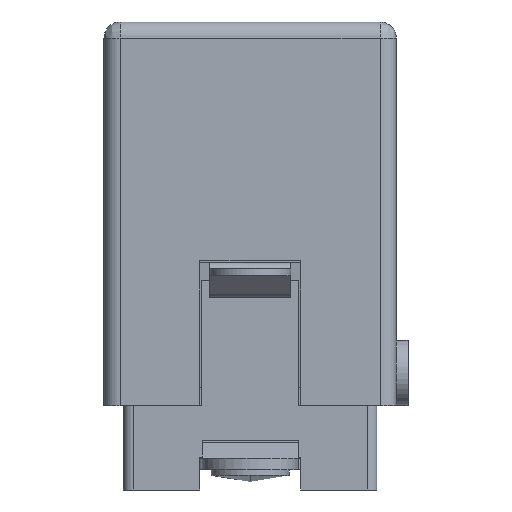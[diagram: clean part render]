
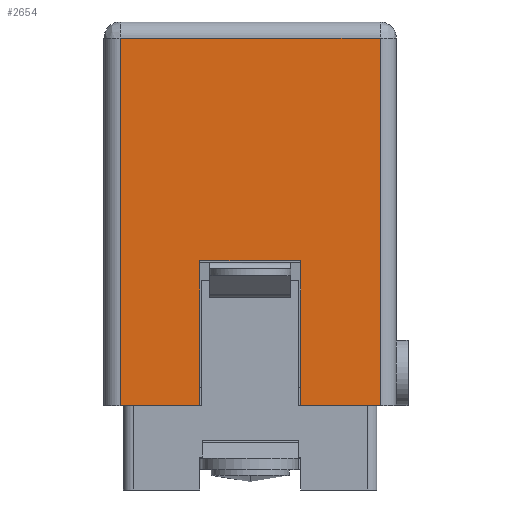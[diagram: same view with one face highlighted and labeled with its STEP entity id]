
A CAD part, front view. The second image highlights one B-rep face of the part: STEP entity #2654.
In plain terms, the highlighted planar face has unit normal (0, -1, 0).
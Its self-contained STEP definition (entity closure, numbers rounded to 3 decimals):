
#49 = ORIENTED_EDGE ( 'NONE', *, *, #5090, .T. ) ;
#138 = EDGE_CURVE ( 'NONE', #1167, #6358, #6696, .T. ) ;
#280 = PLANE ( 'NONE',  #750 ) ;
#319 = VECTOR ( 'NONE', #5845, 1000. ) ;
#373 = CARTESIAN_POINT ( 'NONE',  ( 4., -6.5, -11.8 ) ) ;
#702 = CARTESIAN_POINT ( 'NONE',  ( 4., -6.5, -11.8 ) ) ;
#750 = AXIS2_PLACEMENT_3D ( 'NONE', #373, #4537, #2462 ) ;
#1145 = CARTESIAN_POINT ( 'NONE',  ( -4., -6.5, -11.8 ) ) ;
#1151 = CARTESIAN_POINT ( 'NONE',  ( 1.55, -6.5, -11.8 ) ) ;
#1167 = VERTEX_POINT ( 'NONE', #3096 ) ;
#1198 = VECTOR ( 'NONE', #3858, 1000. ) ;
#1232 = ORIENTED_EDGE ( 'NONE', *, *, #138, .T. ) ;
#1243 = VERTEX_POINT ( 'NONE', #3140 ) ;
#1735 = ORIENTED_EDGE ( 'NONE', *, *, #4172, .T. ) ;
#1747 = EDGE_CURVE ( 'NONE', #3811, #1243, #3995, .T. ) ;
#1754 = DIRECTION ( 'NONE',  ( 1., 0., 0. ) ) ;
#1792 = CARTESIAN_POINT ( 'NONE',  ( -0.25, -6.5, -0.5 ) ) ;
#1840 = ORIENTED_EDGE ( 'NONE', *, *, #4554, .T. ) ;
#2319 = LINE ( 'NONE', #1151, #2489 ) ;
#2361 = VECTOR ( 'NONE', #3779, 1000. ) ;
#2376 = LINE ( 'NONE', #6422, #319 ) ;
#2462 = DIRECTION ( 'NONE',  ( 0., 0., -1. ) ) ;
#2481 = CARTESIAN_POINT ( 'NONE',  ( 4., -6.5, -0.5 ) ) ;
#2489 = VECTOR ( 'NONE', #6536, 1000. ) ;
#2654 = ADVANCED_FACE ( 'NONE', ( #3403 ), #280, .T. ) ;
#2798 = ORIENTED_EDGE ( 'NONE', *, *, #1747, .T. ) ;
#2873 = VECTOR ( 'NONE', #6340, 1000. ) ;
#2964 = CARTESIAN_POINT ( 'NONE',  ( -1.55, -6.5, -11.8 ) ) ;
#2990 = VERTEX_POINT ( 'NONE', #2481 ) ;
#3096 = CARTESIAN_POINT ( 'NONE',  ( -1.55, -6.5, -7.35 ) ) ;
#3118 = VERTEX_POINT ( 'NONE', #5598 ) ;
#3140 = CARTESIAN_POINT ( 'NONE',  ( -1.55, -6.5, -11.8 ) ) ;
#3314 = EDGE_CURVE ( 'NONE', #6358, #4025, #2319, .T. ) ;
#3403 = FACE_OUTER_BOUND ( 'NONE', #3454, .T. ) ;
#3454 = EDGE_LOOP ( 'NONE', ( #1840, #4722, #5496, #49, #2798, #1735, #1232, #5402 ) ) ;
#3754 = LINE ( 'NONE', #1145, #2873 ) ;
#3779 = DIRECTION ( 'NONE',  ( 1., 0., 0. ) ) ;
#3811 = VERTEX_POINT ( 'NONE', #6411 ) ;
#3858 = DIRECTION ( 'NONE',  ( 1., 0., 0. ) ) ;
#3908 = LINE ( 'NONE', #2964, #6320 ) ;
#3915 = LINE ( 'NONE', #1792, #2361 ) ;
#3995 = LINE ( 'NONE', #702, #1198 ) ;
#4024 = EDGE_CURVE ( 'NONE', #3118, #2990, #3915, .T. ) ;
#4025 = VERTEX_POINT ( 'NONE', #4431 ) ;
#4131 = VECTOR ( 'NONE', #6311, 1000. ) ;
#4172 = EDGE_CURVE ( 'NONE', #1243, #1167, #3908, .T. ) ;
#4431 = CARTESIAN_POINT ( 'NONE',  ( 1.55, -6.5, -11.8 ) ) ;
#4537 = DIRECTION ( 'NONE',  ( 0., -1., 0. ) ) ;
#4554 = EDGE_CURVE ( 'NONE', #4025, #6178, #4647, .T. ) ;
#4647 = LINE ( 'NONE', #4913, #4725 ) ;
#4722 = ORIENTED_EDGE ( 'NONE', *, *, #5816, .T. ) ;
#4725 = VECTOR ( 'NONE', #1754, 1000. ) ;
#4913 = CARTESIAN_POINT ( 'NONE',  ( 4., -6.5, -11.8 ) ) ;
#5090 = EDGE_CURVE ( 'NONE', #3118, #3811, #3754, .T. ) ;
#5172 = DIRECTION ( 'NONE',  ( 0., 0., 1. ) ) ;
#5183 = CARTESIAN_POINT ( 'NONE',  ( 4., -6.5, -7.35 ) ) ;
#5402 = ORIENTED_EDGE ( 'NONE', *, *, #3314, .T. ) ;
#5496 = ORIENTED_EDGE ( 'NONE', *, *, #4024, .F. ) ;
#5598 = CARTESIAN_POINT ( 'NONE',  ( -4., -6.5, -0.5 ) ) ;
#5739 = CARTESIAN_POINT ( 'NONE',  ( 1.55, -6.5, -7.35 ) ) ;
#5816 = EDGE_CURVE ( 'NONE', #6178, #2990, #2376, .T. ) ;
#5845 = DIRECTION ( 'NONE',  ( 0., 0., 1. ) ) ;
#6178 = VERTEX_POINT ( 'NONE', #6191 ) ;
#6191 = CARTESIAN_POINT ( 'NONE',  ( 4., -6.5, -11.8 ) ) ;
#6311 = DIRECTION ( 'NONE',  ( 1., 0., 0. ) ) ;
#6320 = VECTOR ( 'NONE', #5172, 1000. ) ;
#6340 = DIRECTION ( 'NONE',  ( 0., 0., -1. ) ) ;
#6358 = VERTEX_POINT ( 'NONE', #5739 ) ;
#6411 = CARTESIAN_POINT ( 'NONE',  ( -4., -6.5, -11.8 ) ) ;
#6422 = CARTESIAN_POINT ( 'NONE',  ( 4., -6.5, -11.8 ) ) ;
#6536 = DIRECTION ( 'NONE',  ( 0., 0., -1. ) ) ;
#6696 = LINE ( 'NONE', #5183, #4131 ) ;
